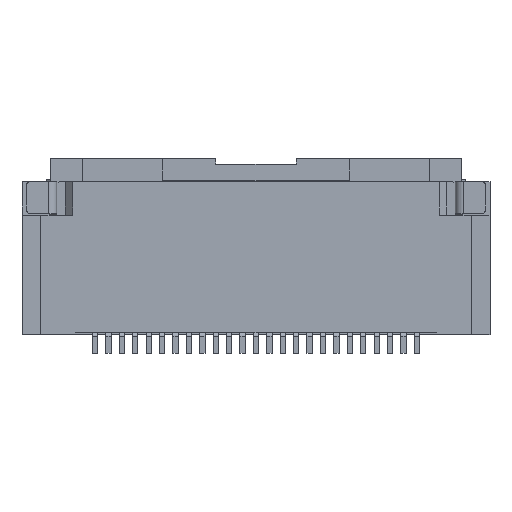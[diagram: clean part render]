
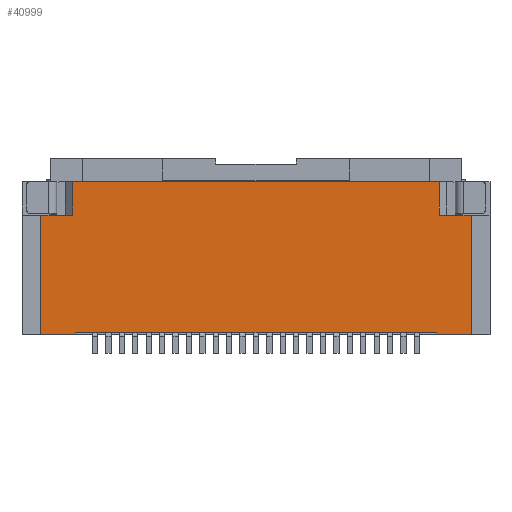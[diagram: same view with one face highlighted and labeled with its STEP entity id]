
A CAD part, top view. The second image highlights one B-rep face of the part: STEP entity #40999.
In plain terms, the highlighted planar face has unit normal (0, 0, 1).
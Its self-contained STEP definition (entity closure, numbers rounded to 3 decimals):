
#362=DIRECTION('',(-1.,0.,0.));
#363=VECTOR('',#362,1.3);
#364=CARTESIAN_POINT('',(-6.725,-2.85,1.245));
#365=LINE('',#364,#363);
#370=DIRECTION('',(-1.,0.,0.));
#371=VECTOR('',#370,1.3);
#372=CARTESIAN_POINT('',(8.025,-2.85,1.245));
#373=LINE('',#372,#371);
#418=DIRECTION('',(0.,-1.,0.));
#419=VECTOR('',#418,4.45);
#420=CARTESIAN_POINT('',(-8.025,1.6,1.245));
#421=LINE('',#420,#419);
#422=DIRECTION('',(-1.,0.,0.));
#423=VECTOR('',#422,13.67);
#424=CARTESIAN_POINT('',(6.835,2.85,1.245));
#425=LINE('',#424,#423);
#426=DIRECTION('',(1.,0.,0.));
#427=VECTOR('',#426,13.45);
#428=CARTESIAN_POINT('',(-6.725,-2.78,1.245));
#429=LINE('',#428,#427);
#430=DIRECTION('',(-1.,0.,0.));
#431=VECTOR('',#430,1.19);
#432=CARTESIAN_POINT('',(-6.835,1.6,1.245));
#433=LINE('',#432,#431);
#434=DIRECTION('',(0.,1.,0.));
#435=VECTOR('',#434,1.25);
#436=CARTESIAN_POINT('',(-6.835,1.6,1.245));
#437=LINE('',#436,#435);
#442=DIRECTION('',(0.,-1.,0.));
#443=VECTOR('',#442,1.25);
#444=CARTESIAN_POINT('',(6.835,2.85,1.245));
#445=LINE('',#444,#443);
#7647=DIRECTION('',(-1.,0.,0.));
#7648=VECTOR('',#7647,1.19);
#7649=CARTESIAN_POINT('',(8.025,1.6,1.245));
#7650=LINE('',#7649,#7648);
#7700=DIRECTION('',(0.,1.,0.));
#7701=VECTOR('',#7700,4.45);
#7702=CARTESIAN_POINT('',(8.025,-2.85,1.245));
#7703=LINE('',#7702,#7701);
#31052=DIRECTION('',(0.,1.,0.));
#31053=VECTOR('',#31052,0.07);
#31054=CARTESIAN_POINT('',(-6.725,-2.85,1.245));
#31055=LINE('',#31054,#31053);
#31068=DIRECTION('',(0.,-1.,0.));
#31069=VECTOR('',#31068,0.07);
#31070=CARTESIAN_POINT('',(6.725,-2.78,1.245));
#31071=LINE('',#31070,#31069);
#31730=CARTESIAN_POINT('',(-8.025,1.6,1.245));
#31731=VERTEX_POINT('',#31730);
#31732=CARTESIAN_POINT('',(-6.835,1.6,1.245));
#31733=VERTEX_POINT('',#31732);
#31876=CARTESIAN_POINT('',(6.835,2.85,1.245));
#31877=VERTEX_POINT('',#31876);
#31878=CARTESIAN_POINT('',(-6.835,2.85,1.245));
#31879=VERTEX_POINT('',#31878);
#32837=CARTESIAN_POINT('',(-6.725,-2.78,1.245));
#32838=CARTESIAN_POINT('',(6.725,-2.78,1.245));
#32839=VERTEX_POINT('',#32837);
#32840=VERTEX_POINT('',#32838);
#32937=CARTESIAN_POINT('',(6.835,1.6,1.245));
#32938=VERTEX_POINT('',#32937);
#32939=CARTESIAN_POINT('',(8.025,1.6,1.245));
#32940=VERTEX_POINT('',#32939);
#32941=CARTESIAN_POINT('',(8.025,-2.85,1.245));
#32942=VERTEX_POINT('',#32941);
#32943=CARTESIAN_POINT('',(6.725,-2.85,1.245));
#32944=VERTEX_POINT('',#32943);
#32945=CARTESIAN_POINT('',(-6.725,-2.85,1.245));
#32946=VERTEX_POINT('',#32945);
#32947=CARTESIAN_POINT('',(-8.025,-2.85,1.245));
#32948=VERTEX_POINT('',#32947);
#40973=CARTESIAN_POINT('',(0.,0.,1.245));
#40974=DIRECTION('',(0.,0.,1.));
#40975=DIRECTION('',(1.,0.,0.));
#40976=AXIS2_PLACEMENT_3D('',#40973,#40974,#40975);
#40977=PLANE('',#40976);
#40979=ORIENTED_EDGE('',*,*,#40978,.T.);
#40980=ORIENTED_EDGE('',*,*,#40333,.F.);
#40982=ORIENTED_EDGE('',*,*,#40981,.T.);
#40984=ORIENTED_EDGE('',*,*,#40983,.F.);
#40986=ORIENTED_EDGE('',*,*,#40985,.F.);
#40987=ORIENTED_EDGE('',*,*,#40931,.T.);
#40989=ORIENTED_EDGE('',*,*,#40988,.F.);
#40991=ORIENTED_EDGE('',*,*,#40990,.F.);
#40993=ORIENTED_EDGE('',*,*,#40992,.F.);
#40994=ORIENTED_EDGE('',*,*,#40923,.T.);
#40995=ORIENTED_EDGE('',*,*,#40968,.F.);
#40996=ORIENTED_EDGE('',*,*,#40175,.F.);
#40997=EDGE_LOOP('',(#40979,#40980,#40982,#40984,#40986,#40987,#40989,#40991,
#40993,#40994,#40995,#40996));
#40998=FACE_OUTER_BOUND('',#40997,.F.);
#40999=ADVANCED_FACE('',(#40998),#40977,.T.);
#40175=EDGE_CURVE('',#31733,#31731,#433,.T.);
#40333=EDGE_CURVE('',#31877,#31879,#425,.T.);
#40923=EDGE_CURVE('',#32946,#32948,#365,.T.);
#40931=EDGE_CURVE('',#32942,#32944,#373,.T.);
#40968=EDGE_CURVE('',#31731,#32948,#421,.T.);
#40978=EDGE_CURVE('',#31733,#31879,#437,.T.);
#40981=EDGE_CURVE('',#31877,#32938,#445,.T.);
#40983=EDGE_CURVE('',#32940,#32938,#7650,.T.);
#40985=EDGE_CURVE('',#32942,#32940,#7703,.T.);
#40988=EDGE_CURVE('',#32840,#32944,#31071,.T.);
#40990=EDGE_CURVE('',#32839,#32840,#429,.T.);
#40992=EDGE_CURVE('',#32946,#32839,#31055,.T.);
